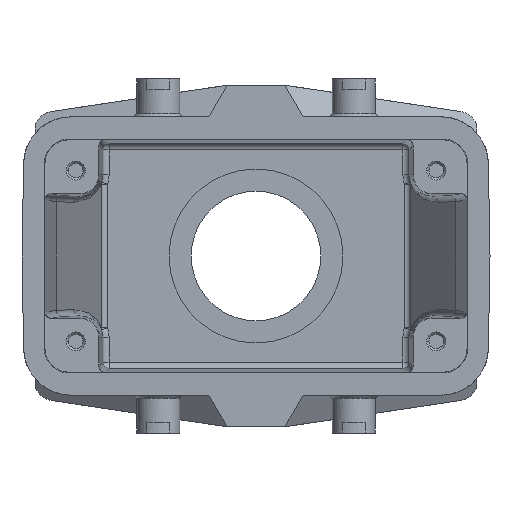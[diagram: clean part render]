
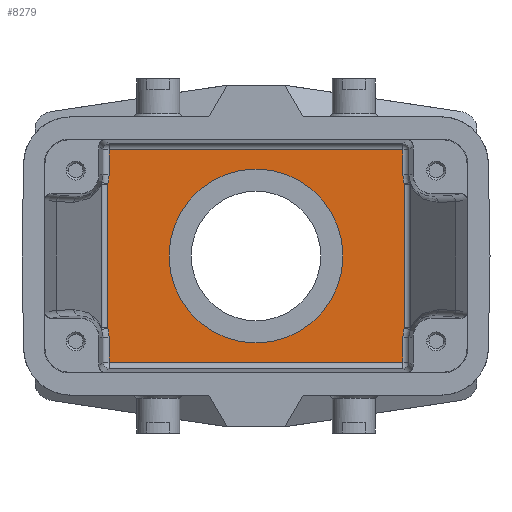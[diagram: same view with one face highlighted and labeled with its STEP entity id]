
A CAD part, front view. The second image highlights one B-rep face of the part: STEP entity #8279.
In plain terms, the highlighted planar face has unit normal (0, -1, 0).
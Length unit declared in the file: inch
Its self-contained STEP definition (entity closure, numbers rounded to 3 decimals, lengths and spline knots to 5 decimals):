
#5=CARTESIAN_POINT('',(1.09646,2.3622,0.50591));
#6=DIRECTION('',(0.,-1.,0.));
#7=DIRECTION('',(-1.,0.,0.));
#8=AXIS2_PLACEMENT_3D('',#5,#6,#7);
#10=CARTESIAN_POINT('',(1.09646,2.3622,-0.50591));
#11=DIRECTION('',(0.,-1.,0.));
#12=DIRECTION('',(-0.947,0.,0.322));
#13=AXIS2_PLACEMENT_3D('',#10,#11,#12);
#15=CARTESIAN_POINT('',(-1.09646,2.3622,-0.50591));
#16=DIRECTION('',(0.,-1.,0.));
#17=DIRECTION('',(1.,0.,0.));
#18=AXIS2_PLACEMENT_3D('',#15,#16,#17);
#20=CARTESIAN_POINT('',(-1.09646,2.3622,0.50591));
#21=DIRECTION('',(0.,-1.,0.));
#22=DIRECTION('',(0.947,0.,-0.322));
#23=AXIS2_PLACEMENT_3D('',#20,#21,#22);
#25=CARTESIAN_POINT('',(0.,2.3622,0.));
#26=DIRECTION('',(0.,-1.,0.));
#27=DIRECTION('',(0.,0.,1.));
#28=AXIS2_PLACEMENT_3D('',#25,#26,#27);
#30=CARTESIAN_POINT('',(0.,2.3622,0.));
#31=DIRECTION('',(0.,-1.,0.));
#32=DIRECTION('',(-1.,0.,0.));
#33=AXIS2_PLACEMENT_3D('',#30,#31,#32);
#35=CARTESIAN_POINT('',(0.,2.3622,0.));
#36=DIRECTION('',(0.,-1.,0.));
#37=DIRECTION('',(0.,0.,-1.));
#38=AXIS2_PLACEMENT_3D('',#35,#36,#37);
#44=DIRECTION('',(-1.,0.,0.));
#45=VECTOR('',#44,1.8293);
#46=CARTESIAN_POINT('',(0.91465,2.3622,0.66094));
#47=LINE('',#46,#45);
#5831=DIRECTION('',(0.,0.,-1.));
#5832=VECTOR('',#5831,0.15503);
#5833=CARTESIAN_POINT('',(-0.91465,2.3622,
0.66094));
#5834=LINE('',#5833,#5832);
#5867=DIRECTION('',(0.,0.,-1.));
#5868=VECTOR('',#5867,0.89486);
#5869=CARTESIAN_POINT('',(-0.92431,2.3622,
0.44743));
#5870=LINE('',#5869,#5868);
#5899=DIRECTION('',(0.,0.,-1.));
#5900=VECTOR('',#5899,0.15503);
#5901=CARTESIAN_POINT('',(-0.91465,2.3622,
-0.50591));
#5902=LINE('',#5901,#5900);
#5922=DIRECTION('',(1.,0.,0.));
#5923=VECTOR('',#5922,1.8293);
#5924=CARTESIAN_POINT('',(-0.91465,2.3622,
-0.66094));
#5925=LINE('',#5924,#5923);
#5950=DIRECTION('',(0.,0.,1.));
#5951=VECTOR('',#5950,0.15503);
#5952=CARTESIAN_POINT('',(0.91465,2.3622,
-0.66094));
#5953=LINE('',#5952,#5951);
#5986=DIRECTION('',(0.,0.,1.));
#5987=VECTOR('',#5986,0.89486);
#5988=CARTESIAN_POINT('',(0.92431,2.3622,
-0.44743));
#5989=LINE('',#5988,#5987);
#6026=DIRECTION('',(0.,0.,1.));
#6027=VECTOR('',#6026,0.15503);
#6028=CARTESIAN_POINT('',(0.91465,2.3622,
0.50591));
#6029=LINE('',#6028,#6027);
#6882=CARTESIAN_POINT('',(0.,2.3622,-0.54134));
#6883=CARTESIAN_POINT('',(0.,2.3622,0.54134));
#6884=VERTEX_POINT('',#6882);
#6885=VERTEX_POINT('',#6883);
#6890=CARTESIAN_POINT('',(0.91465,2.3622,
0.66094));
#6891=CARTESIAN_POINT('',(-0.91465,2.3622,
0.66094));
#6892=VERTEX_POINT('',#6890);
#6893=VERTEX_POINT('',#6891);
#6894=CARTESIAN_POINT('',(0.91465,2.3622,
0.50591));
#6895=VERTEX_POINT('',#6894);
#6896=CARTESIAN_POINT('',(0.92431,2.3622,
0.44743));
#6897=VERTEX_POINT('',#6896);
#6898=CARTESIAN_POINT('',(0.92431,2.3622,
-0.44743));
#6899=VERTEX_POINT('',#6898);
#6900=CARTESIAN_POINT('',(0.91465,2.3622,
-0.50591));
#6901=VERTEX_POINT('',#6900);
#6902=CARTESIAN_POINT('',(0.91465,2.3622,
-0.66094));
#6903=VERTEX_POINT('',#6902);
#6904=CARTESIAN_POINT('',(-0.91465,2.3622,
-0.66094));
#6905=VERTEX_POINT('',#6904);
#6906=CARTESIAN_POINT('',(-0.91465,2.3622,
-0.50591));
#6907=VERTEX_POINT('',#6906);
#6908=CARTESIAN_POINT('',(-0.92431,2.3622,
-0.44743));
#6909=VERTEX_POINT('',#6908);
#6910=CARTESIAN_POINT('',(-0.92431,2.3622,
0.44743));
#6911=VERTEX_POINT('',#6910);
#6912=CARTESIAN_POINT('',(-0.91465,2.3622,
0.50591));
#6913=VERTEX_POINT('',#6912);
#6914=CARTESIAN_POINT('',(-0.54134,2.3622,0.));
#6915=VERTEX_POINT('',#6914);
#8241=CARTESIAN_POINT('',(-1.05413,2.3622,
-0.84646));
#8242=DIRECTION('',(0.,-1.,0.));
#8243=DIRECTION('',(1.,0.,0.));
#8244=AXIS2_PLACEMENT_3D('',#8241,#8242,#8243);
#8245=PLANE('',#8244);
#8247=ORIENTED_EDGE('',*,*,#8246,.F.);
#8249=ORIENTED_EDGE('',*,*,#8248,.F.);
#8251=ORIENTED_EDGE('',*,*,#8250,.T.);
#8253=ORIENTED_EDGE('',*,*,#8252,.F.);
#8255=ORIENTED_EDGE('',*,*,#8254,.T.);
#8257=ORIENTED_EDGE('',*,*,#8256,.F.);
#8259=ORIENTED_EDGE('',*,*,#8258,.F.);
#8261=ORIENTED_EDGE('',*,*,#8260,.F.);
#8263=ORIENTED_EDGE('',*,*,#8262,.T.);
#8265=ORIENTED_EDGE('',*,*,#8264,.F.);
#8267=ORIENTED_EDGE('',*,*,#8266,.T.);
#8269=ORIENTED_EDGE('',*,*,#8268,.F.);
#8270=EDGE_LOOP('',(#8247,#8249,#8251,#8253,#8255,#8257,#8259,#8261,#8263,#8265,
#8267,#8269));
#8271=FACE_OUTER_BOUND('',#8270,.F.);
#8273=ORIENTED_EDGE('',*,*,#8272,.T.);
#8275=ORIENTED_EDGE('',*,*,#8274,.T.);
#8276=ORIENTED_EDGE('',*,*,#8230,.T.);
#8277=EDGE_LOOP('',(#8273,#8275,#8276));
#8278=FACE_BOUND('',#8277,.F.);
#8279=ADVANCED_FACE('',(#8271,#8278),#8245,.T.);
#9=CIRCLE('',#8,0.18181);
#14=CIRCLE('',#13,0.18181);
#19=CIRCLE('',#18,0.18181);
#24=CIRCLE('',#23,0.18181);
#29=CIRCLE('',#28,0.54134);
#34=CIRCLE('',#33,0.54134);
#39=CIRCLE('',#38,0.54134);
#8230=EDGE_CURVE('',#6884,#6885,#39,.T.);
#8246=EDGE_CURVE('',#6892,#6893,#47,.T.);
#8248=EDGE_CURVE('',#6895,#6892,#6029,.T.);
#8250=EDGE_CURVE('',#6895,#6897,#9,.T.);
#8252=EDGE_CURVE('',#6899,#6897,#5989,.T.);
#8254=EDGE_CURVE('',#6899,#6901,#14,.T.);
#8256=EDGE_CURVE('',#6903,#6901,#5953,.T.);
#8258=EDGE_CURVE('',#6905,#6903,#5925,.T.);
#8260=EDGE_CURVE('',#6907,#6905,#5902,.T.);
#8262=EDGE_CURVE('',#6907,#6909,#19,.T.);
#8264=EDGE_CURVE('',#6911,#6909,#5870,.T.);
#8266=EDGE_CURVE('',#6911,#6913,#24,.T.);
#8268=EDGE_CURVE('',#6893,#6913,#5834,.T.);
#8272=EDGE_CURVE('',#6885,#6915,#29,.T.);
#8274=EDGE_CURVE('',#6915,#6884,#34,.T.);
